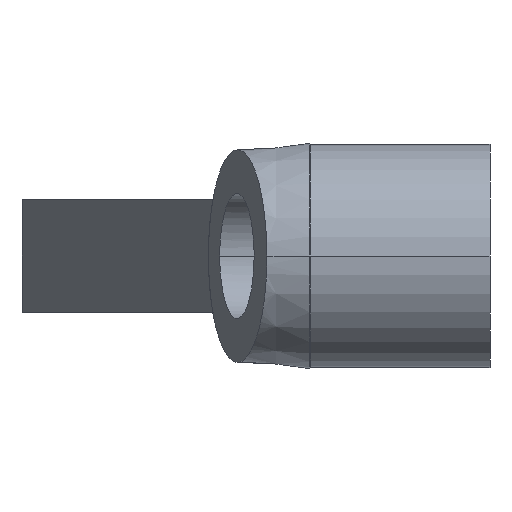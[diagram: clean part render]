
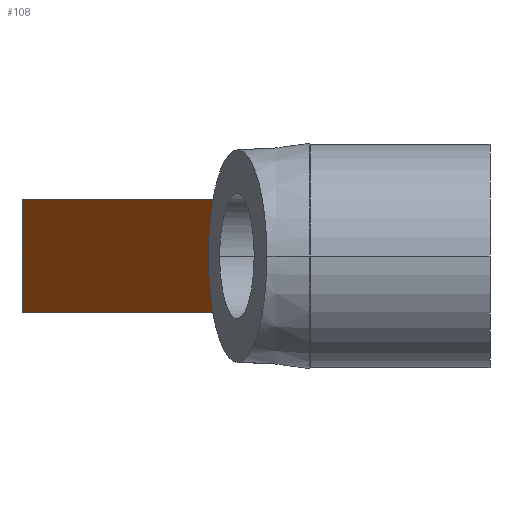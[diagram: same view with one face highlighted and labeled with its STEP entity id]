
A CAD part, left-side view. The second image highlights one B-rep face of the part: STEP entity #108.
In plain terms, the highlighted planar face has unit normal (-0.265, 0.964, 0).
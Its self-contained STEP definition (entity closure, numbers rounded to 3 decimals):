
#108 = ADVANCED_FACE( '', ( #188 ), #189, .T. );
#188 = FACE_OUTER_BOUND( '', #280, .T. );
#189 = PLANE( '', #281 );
#280 = EDGE_LOOP( '', ( #568, #569, #570, #571, #572 ) );
#281 = AXIS2_PLACEMENT_3D( '', #573, #574, #575 );
#568 = ORIENTED_EDGE( '', *, *, #769, .F. );
#569 = ORIENTED_EDGE( '', *, *, #770, .F. );
#570 = ORIENTED_EDGE( '', *, *, #771, .T. );
#571 = ORIENTED_EDGE( '', *, *, #763, .T. );
#572 = ORIENTED_EDGE( '', *, *, #677, .F. );
#573 = CARTESIAN_POINT( '', ( 90.25, 54., 6.5 ) );
#574 = DIRECTION( '', ( -0.265, 0.964, 0. ) );
#575 = DIRECTION( '', ( 0.964, 0.265, 0. ) );
#677 = EDGE_CURVE( '', #800, #803, #804, .T. );
#763 = EDGE_CURVE( '', #944, #803, #945, .T. );
#769 = EDGE_CURVE( '', #955, #800, #956, .T. );
#770 = EDGE_CURVE( '', #957, #955, #958, .T. );
#771 = EDGE_CURVE( '', #957, #944, #959, .T. );
#800 = VERTEX_POINT( '', #995 );
#803 = VERTEX_POINT( '', #999 );
#804 = ELLIPSE( '', #1000, 12.728, 12.269 );
#944 = VERTEX_POINT( '', #1301 );
#945 = LINE( '', #1302, #1303 );
#955 = VERTEX_POINT( '', #1316 );
#956 = ELLIPSE( '', #1317, 12.728, 12.269 );
#957 = VERTEX_POINT( '', #1318 );
#958 = LINE( '', #1319, #1320 );
#959 = LINE( '', #1321, #1322 );
#995 = CARTESIAN_POINT( '', ( 11.978, 32.484, 0. ) );
#999 = CARTESIAN_POINT( '', ( 10.114, 31.972, -6.5 ) );
#1000 = AXIS2_PLACEMENT_3D( '', #1375, #1376, #1377 );
#1301 = CARTESIAN_POINT( '', ( 90.25, 54., -6.5 ) );
#1302 = CARTESIAN_POINT( '', ( 90.25, 54., -6.5 ) );
#1303 = VECTOR( '', #1519, 1. );
#1316 = CARTESIAN_POINT( '', ( 10.114, 31.972, 6.5 ) );
#1317 = AXIS2_PLACEMENT_3D( '', #1529, #1530, #1531 );
#1318 = CARTESIAN_POINT( '', ( 90.25, 54., 6.5 ) );
#1319 = CARTESIAN_POINT( '', ( 90.25, 54., 6.5 ) );
#1320 = VECTOR( '', #1532, 1. );
#1321 = CARTESIAN_POINT( '', ( 90.25, 54., 6.5 ) );
#1322 = VECTOR( '', #1533, 1. );
#1375 = CARTESIAN_POINT( '', ( -0.295, 29.11, 0. ) );
#1376 = DIRECTION( '', ( -0.265, 0.964, 0. ) );
#1377 = DIRECTION( '', ( -0.964, -0.265, 0. ) );
#1519 = DIRECTION( '', ( -0.964, -0.265, 0. ) );
#1529 = CARTESIAN_POINT( '', ( -0.295, 29.11, 0. ) );
#1530 = DIRECTION( '', ( -0.265, 0.964, 0. ) );
#1531 = DIRECTION( '', ( -0.964, -0.265, 0. ) );
#1532 = DIRECTION( '', ( -0.964, -0.265, 0. ) );
#1533 = DIRECTION( '', ( 0., 0., -1. ) );
